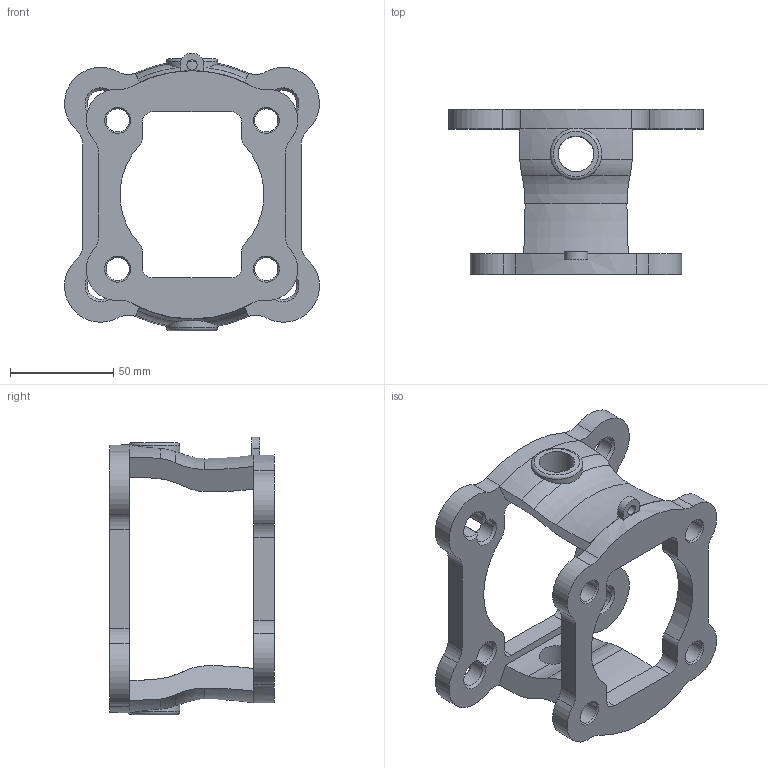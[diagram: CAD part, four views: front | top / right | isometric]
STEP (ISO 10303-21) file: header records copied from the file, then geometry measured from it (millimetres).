
FILE_DESCRIPTION(/* description */ ('STEP AP214'),/* implementation_level */ '2;1');
FILE_NAME(/* name */ '8087464_DARQ-B-F1012-F10-R1',/* time_stamp */ '2024-08-14T15:26:24+02:00',/* author */ ('License CC BY-ND 4.0'),/* organization */ ('CADENAS'),/* preprocessor_version */ 'ST-DEVELOPER v19.3',/* originating_system */ 'PARTsolutions',/* authorisation */ ' ');
FILE_SCHEMA (('AUTOMOTIVE_DESIGN {1 0 10303 214 3 1 1}'));
Length unit declared in the file: millimetre
Products named in the file (1): 8087464 DARQ-B-F1012-F10-R1---(high)
Bounding box: 123.66 x 80 x 134.7 mm (x, y, z)
Volume: 200663.5 mm3; surface area: 56220.1 mm2
Topology: 1 solids, 1 shells, 150 faces, 441 edges, 290 vertices
Faces by surface type: cylinder 74, plane 38, cone 24, torus 14
Full cylindrical faces by diameter (mm): 5.08 x1, 11.2 x4, 17.3 x2
Entity records: 5159 total; most frequent: CARTESIAN_POINT 1114, DIRECTION 860, ORIENTED_EDGE 840, EDGE_CURVE 420, AXIS2_PLACEMENT_3D 359, VERTEX_POINT 286, CIRCLE 192, EDGE_LOOP 192
